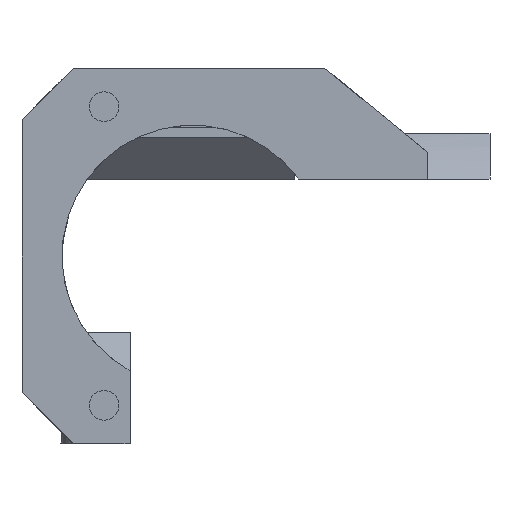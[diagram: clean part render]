
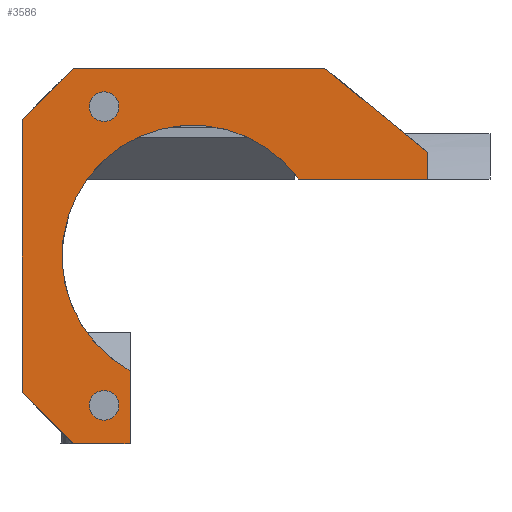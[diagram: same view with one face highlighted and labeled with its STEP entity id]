
A CAD part, left-side view. The second image highlights one B-rep face of the part: STEP entity #3586.
In plain terms, the highlighted planar face has unit normal (-1, 0, 0).
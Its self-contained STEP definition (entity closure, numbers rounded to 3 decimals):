
#105=PLANE('',#3896);
#354=FACE_BOUND('',#661,.T.);
#355=FACE_BOUND('',#662,.T.);
#457=FACE_OUTER_BOUND('',#660,.T.);
#660=EDGE_LOOP('',(#2864,#2865,#2866,#2867,#2868,#2869,#2870,#2871,#2872,
#2873));
#661=EDGE_LOOP('',(#2874));
#662=EDGE_LOOP('',(#2875));
#817=LINE('',#5157,#1176);
#844=LINE('',#5233,#1203);
#851=LINE('',#5253,#1210);
#979=LINE('',#5681,#1338);
#980=LINE('',#5683,#1339);
#981=LINE('',#5685,#1340);
#982=LINE('',#5687,#1341);
#983=LINE('',#5689,#1342);
#984=LINE('',#5690,#1343);
#1176=VECTOR('',#4080,1000.);
#1203=VECTOR('',#4141,1000.);
#1210=VECTOR('',#4168,1000.);
#1338=VECTOR('',#4582,1000.);
#1339=VECTOR('',#4583,1000.);
#1340=VECTOR('',#4584,1000.);
#1341=VECTOR('',#4585,1000.);
#1342=VECTOR('',#4586,1000.);
#1343=VECTOR('',#4587,1000.);
#1525=CIRCLE('',#3724,12.75);
#1540=CIRCLE('',#3788,1.45);
#1542=CIRCLE('',#3791,1.45);
#1641=VERTEX_POINT('',#5093);
#1642=VERTEX_POINT('',#5095);
#1654=VERTEX_POINT('',#5155);
#1685=VERTEX_POINT('',#5230);
#1686=VERTEX_POINT('',#5232);
#1745=VERTEX_POINT('',#5413);
#1747=VERTEX_POINT('',#5419);
#1846=VERTEX_POINT('',#5680);
#1847=VERTEX_POINT('',#5682);
#1848=VERTEX_POINT('',#5684);
#1849=VERTEX_POINT('',#5686);
#1850=VERTEX_POINT('',#5688);
#1964=EDGE_CURVE('',#1642,#1641,#1525,.T.);
#1978=EDGE_CURVE('',#1654,#1641,#817,.T.);
#2016=EDGE_CURVE('',#1685,#1686,#844,.T.);
#2027=EDGE_CURVE('',#1686,#1654,#851,.T.);
#2108=EDGE_CURVE('',#1745,#1745,#1540,.T.);
#2111=EDGE_CURVE('',#1747,#1747,#1542,.T.);
#2234=EDGE_CURVE('',#1846,#1685,#979,.T.);
#2235=EDGE_CURVE('',#1847,#1846,#980,.T.);
#2236=EDGE_CURVE('',#1847,#1848,#981,.T.);
#2237=EDGE_CURVE('',#1849,#1848,#982,.T.);
#2238=EDGE_CURVE('',#1849,#1850,#983,.T.);
#2239=EDGE_CURVE('',#1850,#1642,#984,.T.);
#2864=ORIENTED_EDGE('',*,*,#1964,.T.);
#2865=ORIENTED_EDGE('',*,*,#1978,.F.);
#2866=ORIENTED_EDGE('',*,*,#2027,.F.);
#2867=ORIENTED_EDGE('',*,*,#2016,.F.);
#2868=ORIENTED_EDGE('',*,*,#2234,.F.);
#2869=ORIENTED_EDGE('',*,*,#2235,.F.);
#2870=ORIENTED_EDGE('',*,*,#2236,.T.);
#2871=ORIENTED_EDGE('',*,*,#2237,.F.);
#2872=ORIENTED_EDGE('',*,*,#2238,.T.);
#2873=ORIENTED_EDGE('',*,*,#2239,.T.);
#2874=ORIENTED_EDGE('',*,*,#2111,.F.);
#2875=ORIENTED_EDGE('',*,*,#2108,.F.);
#3586=ADVANCED_FACE('',(#457,#354,#355),#105,.F.);
#3724=AXIS2_PLACEMENT_3D('',#5096,#4064,#4065);
#3788=AXIS2_PLACEMENT_3D('',#5415,#4308,#4309);
#3791=AXIS2_PLACEMENT_3D('',#5421,#4315,#4316);
#3896=AXIS2_PLACEMENT_3D('',#5679,#4580,#4581);
#4064=DIRECTION('center_axis',(1.,0.,0.));
#4065=DIRECTION('ref_axis',(0.,-1.,0.));
#4080=DIRECTION('',(0.,1.,0.));
#4141=DIRECTION('',(0.,-0.773,-0.634));
#4168=DIRECTION('',(0.,0.,-1.));
#4308=DIRECTION('center_axis',(-1.,0.,0.));
#4309=DIRECTION('ref_axis',(0.,0.,1.));
#4315=DIRECTION('center_axis',(-1.,0.,0.));
#4316=DIRECTION('ref_axis',(0.,0.,1.));
#4580=DIRECTION('center_axis',(1.,0.,0.));
#4581=DIRECTION('ref_axis',(0.,0.,-1.));
#4582=DIRECTION('',(0.,-1.,0.));
#4583=DIRECTION('',(0.,-0.707,0.707));
#4584=DIRECTION('',(0.,0.,-1.));
#4585=DIRECTION('',(0.,0.707,0.707));
#4586=DIRECTION('',(0.,-1.,0.));
#4587=DIRECTION('',(0.,0.,1.));
#5093=CARTESIAN_POINT('',(-39.903,62.164,124.466));
#5095=CARTESIAN_POINT('',(-39.903,78.595,105.781));
#5096=CARTESIAN_POINT('Origin',(-39.903,72.475,116.966));
#5155=CARTESIAN_POINT('',(-39.903,49.625,124.466));
#5157=CARTESIAN_POINT('',(-39.903,49.625,124.466));
#5230=CARTESIAN_POINT('',(-39.903,59.625,135.266));
#5232=CARTESIAN_POINT('',(-39.903,49.625,127.066));
#5233=CARTESIAN_POINT('',(-39.903,59.625,135.266));
#5253=CARTESIAN_POINT('',(-39.903,49.625,149.409));
#5413=CARTESIAN_POINT('',(-39.903,81.125,100.966));
#5415=CARTESIAN_POINT('Origin',(-39.903,81.125,102.416));
#5419=CARTESIAN_POINT('',(-39.903,81.125,130.066));
#5421=CARTESIAN_POINT('Origin',(-39.903,81.125,131.516));
#5679=CARTESIAN_POINT('Origin',(-39.903,78.625,135.266));
#5680=CARTESIAN_POINT('',(-39.903,84.125,135.266));
#5681=CARTESIAN_POINT('',(-39.903,78.625,135.266));
#5682=CARTESIAN_POINT('',(-39.903,89.125,130.266));
#5683=CARTESIAN_POINT('',(-39.903,89.125,130.266));
#5684=CARTESIAN_POINT('',(-39.903,89.125,103.666));
#5685=CARTESIAN_POINT('',(-39.903,89.125,135.266));
#5686=CARTESIAN_POINT('',(-39.903,84.125,98.666));
#5687=CARTESIAN_POINT('',(-39.903,84.125,98.666));
#5688=CARTESIAN_POINT('',(-39.903,78.595,98.666));
#5689=CARTESIAN_POINT('',(-39.903,78.625,98.666));
#5690=CARTESIAN_POINT('',(-39.903,78.595,0.));
